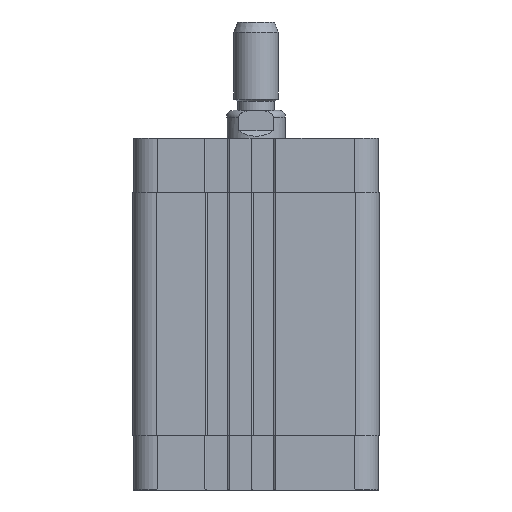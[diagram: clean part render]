
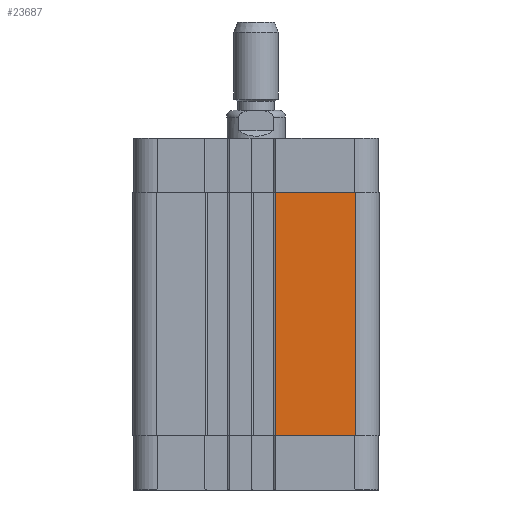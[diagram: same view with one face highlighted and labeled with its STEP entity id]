
A CAD part, left-side view. The second image highlights one B-rep face of the part: STEP entity #23687.
In plain terms, the highlighted planar face has unit normal (-1, 0, 0).
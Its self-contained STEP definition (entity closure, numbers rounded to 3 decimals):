
#1149=PLANE($,#24757);
#2391=FACE_OUTER_BOUND($,#3787,.T.);
#3787=EDGE_LOOP($,(#21387,#21388,#21389,#21390));
#5346=LINE($,#45889,#7172);
#5562=LINE($,#46529,#7388);
#5611=LINE($,#46651,#7437);
#5612=LINE($,#46653,#7438);
#7172=VECTOR($,#27748,2.175);
#7388=VECTOR($,#28400,2.175);
#7437=VECTOR($,#28543,6.6);
#7438=VECTOR($,#28546,6.6);
#10937=VERTEX_POINT($,#45886);
#10938=VERTEX_POINT($,#45888);
#11143=VERTEX_POINT($,#46526);
#11144=VERTEX_POINT($,#46528);
#14245=EDGE_CURVE($,#10938,#10937,#5346,.T.);
#14565=EDGE_CURVE($,#11144,#11143,#5562,.T.);
#14627=EDGE_CURVE($,#10938,#11143,#5611,.T.);
#14628=EDGE_CURVE($,#10937,#11144,#5612,.T.);
#21387=ORIENTED_EDGE($,*,*,#14245,.T.);
#21388=ORIENTED_EDGE($,*,*,#14628,.T.);
#21389=ORIENTED_EDGE($,*,*,#14565,.T.);
#21390=ORIENTED_EDGE($,*,*,#14627,.F.);
#23687=ADVANCED_FACE($,(#2391),#1149,.T.);
#24757=AXIS2_PLACEMENT_3D($,#46652,#28544,#28545);
#27748=DIRECTION($,(0.,1.,0.));
#28400=DIRECTION($,(0.,-1.,0.));
#28543=DIRECTION($,(0.,0.,-1.));
#28544=DIRECTION('center_axis',(-1.,0.,0.));
#28545=DIRECTION('ref_axis',(0.,-1.,0.));
#28546=DIRECTION($,(0.,0.,-1.));
#45886=CARTESIAN_POINT('',(-3.35,-0.525,8.075));
#45888=CARTESIAN_POINT('',(-3.35,-2.7,8.075));
#45889=CARTESIAN_POINT($,(-3.35,-2.7,8.075));
#46526=CARTESIAN_POINT('',(-3.35,-2.7,1.475));
#46528=CARTESIAN_POINT('',(-3.35,-0.525,1.475));
#46529=CARTESIAN_POINT($,(-3.35,-0.525,1.475));
#46651=CARTESIAN_POINT($,(-3.35,-2.7,8.075));
#46652=CARTESIAN_POINT('Origin',(-3.35,-2.7,22.275));
#46653=CARTESIAN_POINT($,(-3.35,-0.525,8.075));
